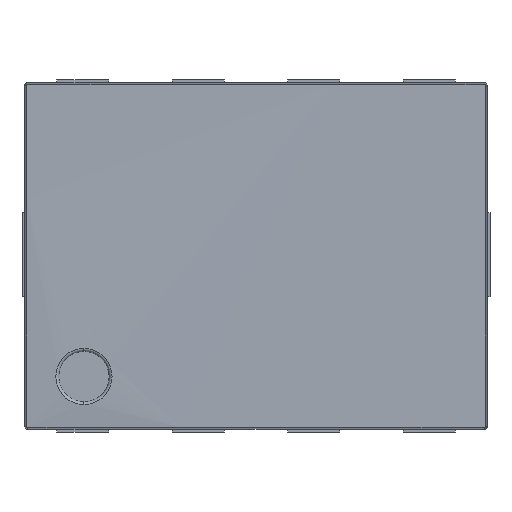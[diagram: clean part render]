
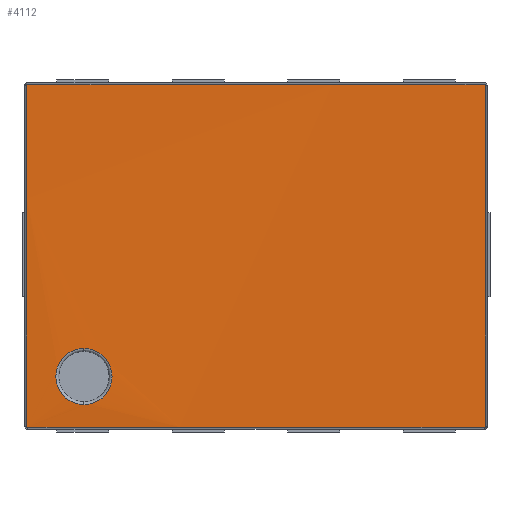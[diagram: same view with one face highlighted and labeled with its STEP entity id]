
A CAD part, top view. The second image highlights one B-rep face of the part: STEP entity #4112.
In plain terms, the highlighted planar face has unit normal (0, 0, 1).
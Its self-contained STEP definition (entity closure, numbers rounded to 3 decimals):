
#38 = EDGE_CURVE ( 'NONE', #375, #2295, #1134, .T. ) ;
#234 = CARTESIAN_POINT ( 'NONE',  ( -0.793, -0.593, 0.379 ) ) ;
#266 = CARTESIAN_POINT ( 'NONE',  ( 0.793, 0.593, 0.379 ) ) ;
#320 = VERTEX_POINT ( 'NONE', #2748 ) ;
#375 = VERTEX_POINT ( 'NONE', #266 ) ;
#393 = EDGE_CURVE ( 'NONE', #320, #3752, #990, .T. ) ;
#635 = CARTESIAN_POINT ( 'NONE',  ( -0.596, -0.418, 0.385 ) ) ;
#887 = FACE_BOUND ( 'NONE', #3033, .T. ) ;
#956 = LINE ( 'NONE', #2230, #3864 ) ;
#984 = DIRECTION ( 'NONE',  ( 1., 0., 0. ) ) ;
#990 = CIRCLE ( 'NONE', #3878, 0.097 ) ;
#1134 = LINE ( 'NONE', #2108, #4138 ) ;
#1225 = DIRECTION ( 'NONE',  ( 0., -1., 0. ) ) ;
#1267 = DIRECTION ( 'NONE',  ( 0., -1., 0. ) ) ;
#1356 = DIRECTION ( 'NONE',  ( 0., 1., 0. ) ) ;
#1373 = EDGE_CURVE ( 'NONE', #2489, #375, #3585, .T. ) ;
#1577 = DIRECTION ( 'NONE',  ( 1., 0., 0. ) ) ;
#1659 = CARTESIAN_POINT ( 'NONE',  ( -0.793, 0.593, 0.379 ) ) ;
#1702 = AXIS2_PLACEMENT_3D ( 'NONE', #2813, #3176, #1577 ) ;
#1707 = VECTOR ( 'NONE', #1356, 1000. ) ;
#1745 = ORIENTED_EDGE ( 'NONE', *, *, #2446, .T. ) ;
#1870 = PLANE ( 'NONE',  #1702 ) ;
#1990 = LINE ( 'NONE', #3229, #3976 ) ;
#2066 = ORIENTED_EDGE ( 'NONE', *, *, #1373, .T. ) ;
#2108 = CARTESIAN_POINT ( 'NONE',  ( 0., 0.59, 0.385 ) ) ;
#2230 = CARTESIAN_POINT ( 'NONE',  ( -0.79, 0., 0.385 ) ) ;
#2239 = AXIS2_PLACEMENT_3D ( 'NONE', #635, #3819, #1267 ) ;
#2295 = VERTEX_POINT ( 'NONE', #1659 ) ;
#2398 = ORIENTED_EDGE ( 'NONE', *, *, #38, .T. ) ;
#2419 = DIRECTION ( 'NONE',  ( -1., 0., 0. ) ) ;
#2424 = CARTESIAN_POINT ( 'NONE',  ( -0.596, -0.515, 0.385 ) ) ;
#2446 = EDGE_CURVE ( 'NONE', #3752, #320, #3459, .T. ) ;
#2476 = ORIENTED_EDGE ( 'NONE', *, *, #393, .T. ) ;
#2486 = EDGE_CURVE ( 'NONE', #2295, #2685, #956, .T. ) ;
#2489 = VERTEX_POINT ( 'NONE', #4157 ) ;
#2521 = FACE_OUTER_BOUND ( 'NONE', #2889, .T. ) ;
#2685 = VERTEX_POINT ( 'NONE', #234 ) ;
#2748 = CARTESIAN_POINT ( 'NONE',  ( -0.596, -0.321, 0.385 ) ) ;
#2749 = EDGE_CURVE ( 'NONE', #2685, #2489, #1990, .T. ) ;
#2774 = CARTESIAN_POINT ( 'NONE',  ( -0.596, -0.418, 0.385 ) ) ;
#2813 = CARTESIAN_POINT ( 'NONE',  ( 0., 0., 0.385 ) ) ;
#2889 = EDGE_LOOP ( 'NONE', ( #3777, #3124, #2066, #2398 ) ) ;
#2950 = CARTESIAN_POINT ( 'NONE',  ( 0.79, 0., 0.385 ) ) ;
#3033 = EDGE_LOOP ( 'NONE', ( #1745, #2476 ) ) ;
#3124 = ORIENTED_EDGE ( 'NONE', *, *, #2749, .T. ) ;
#3176 = DIRECTION ( 'NONE',  ( 0., 0., 1. ) ) ;
#3229 = CARTESIAN_POINT ( 'NONE',  ( 0., -0.59, 0.385 ) ) ;
#3459 = CIRCLE ( 'NONE', #2239, 0.097 ) ;
#3522 = DIRECTION ( 'NONE',  ( 0., -1., 0. ) ) ;
#3585 = LINE ( 'NONE', #2950, #1707 ) ;
#3752 = VERTEX_POINT ( 'NONE', #2424 ) ;
#3777 = ORIENTED_EDGE ( 'NONE', *, *, #2486, .T. ) ;
#3819 = DIRECTION ( 'NONE',  ( 0., 0., -1. ) ) ;
#3864 = VECTOR ( 'NONE', #3522, 1000. ) ;
#3878 = AXIS2_PLACEMENT_3D ( 'NONE', #2774, #4062, #1225 ) ;
#3976 = VECTOR ( 'NONE', #984, 1000. ) ;
#4062 = DIRECTION ( 'NONE',  ( 0., 0., -1. ) ) ;
#4112 = ADVANCED_FACE ( 'NONE', ( #887, #2521 ), #1870, .T. ) ;
#4138 = VECTOR ( 'NONE', #2419, 1000. ) ;
#4157 = CARTESIAN_POINT ( 'NONE',  ( 0.793, -0.593, 0.379 ) ) ;
